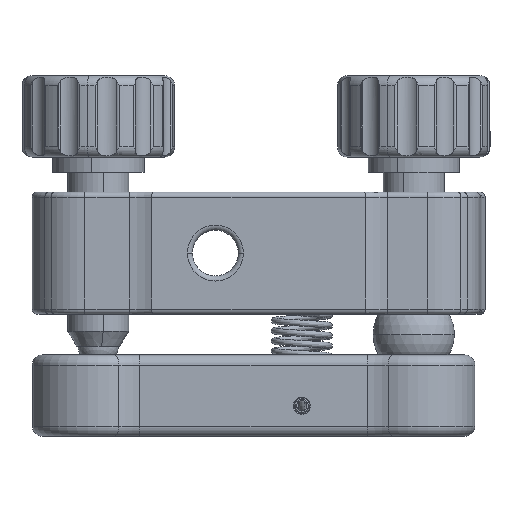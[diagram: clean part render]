
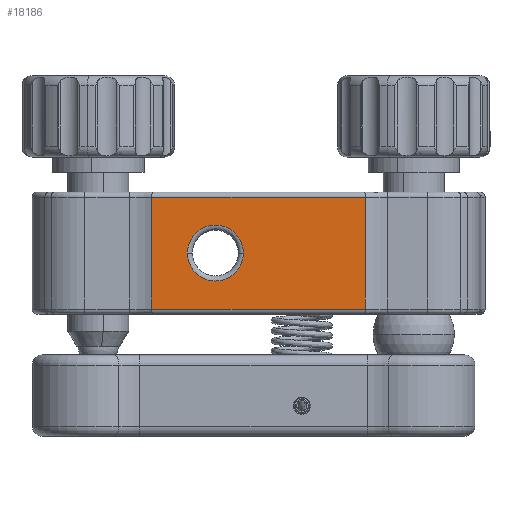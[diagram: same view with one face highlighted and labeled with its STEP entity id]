
A CAD part, left-side view. The second image highlights one B-rep face of the part: STEP entity #18186.
In plain terms, the highlighted planar face has unit normal (-1, 0, 0).
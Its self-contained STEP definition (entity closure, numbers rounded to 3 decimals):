
#3 = AXIS2_PLACEMENT_3D ( 'NONE', #18935, #24753, #14976 ) ;
#114 = DIRECTION ( 'NONE',  ( 0., 1., 0. ) ) ;
#459 = EDGE_CURVE ( 'NONE', #3480, #24829, #15448, .T. ) ;
#492 = ORIENTED_EDGE ( 'NONE', *, *, #3902, .T. ) ;
#525 = AXIS2_PLACEMENT_3D ( 'NONE', #13967, #7735, #21214 ) ;
#743 = VERTEX_POINT ( 'NONE', #18392 ) ;
#886 = DIRECTION ( 'NONE',  ( 1., 0., 0. ) ) ;
#1012 = CARTESIAN_POINT ( 'NONE',  ( -7., 22.25, 0. ) ) ;
#1495 = LINE ( 'NONE', #16966, #4817 ) ;
#1767 = CARTESIAN_POINT ( 'NONE',  ( -7., 0., 5.5 ) ) ;
#2661 = DIRECTION ( 'NONE',  ( 0., -1., 0. ) ) ;
#2788 = VERTEX_POINT ( 'NONE', #14792 ) ;
#3480 = VERTEX_POINT ( 'NONE', #4464 ) ;
#3560 = CARTESIAN_POINT ( 'NONE',  ( -7., 4.75, -5.5 ) ) ;
#3686 = CARTESIAN_POINT ( 'NONE',  ( -7., 25.75, 5.5 ) ) ;
#3815 = LINE ( 'NONE', #3560, #24063 ) ;
#3902 = EDGE_CURVE ( 'NONE', #8518, #8292, #9431, .T. ) ;
#4464 = CARTESIAN_POINT ( 'NONE',  ( -7., 4.75, 5.5 ) ) ;
#4817 = VECTOR ( 'NONE', #5433, 1000. ) ;
#4876 = ORIENTED_EDGE ( 'NONE', *, *, #4959, .F. ) ;
#4959 = EDGE_CURVE ( 'NONE', #3480, #743, #19411, .T. ) ;
#5433 = DIRECTION ( 'NONE',  ( 0., 0., -1. ) ) ;
#6341 = CARTESIAN_POINT ( 'NONE',  ( -7., 19.5, 0. ) ) ;
#7120 = FACE_OUTER_BOUND ( 'NONE', #16367, .T. ) ;
#7170 = VECTOR ( 'NONE', #114, 1000. ) ;
#7354 = PLANE ( 'NONE',  #3 ) ;
#7735 = DIRECTION ( 'NONE',  ( 1., 0., 0. ) ) ;
#8292 = VERTEX_POINT ( 'NONE', #23474 ) ;
#8518 = VERTEX_POINT ( 'NONE', #1012 ) ;
#9431 = CIRCLE ( 'NONE', #525, 2.75 ) ;
#9715 = EDGE_CURVE ( 'NONE', #2788, #743, #3815, .T. ) ;
#10126 = CARTESIAN_POINT ( 'NONE',  ( -7., 4.75, 6. ) ) ;
#10569 = VECTOR ( 'NONE', #19789, 1000. ) ;
#11550 = ORIENTED_EDGE ( 'NONE', *, *, #16868, .T. ) ;
#12866 = ORIENTED_EDGE ( 'NONE', *, *, #25078, .T. ) ;
#13967 = CARTESIAN_POINT ( 'NONE',  ( -7., 19.5, 0. ) ) ;
#14792 = CARTESIAN_POINT ( 'NONE',  ( -7., 25.75, -5.5 ) ) ;
#14827 = CIRCLE ( 'NONE', #15218, 2.75 ) ;
#14976 = DIRECTION ( 'NONE',  ( 0., -1., 0. ) ) ;
#15218 = AXIS2_PLACEMENT_3D ( 'NONE', #6341, #886, #2661 ) ;
#15448 = LINE ( 'NONE', #1767, #7170 ) ;
#16367 = EDGE_LOOP ( 'NONE', ( #4876, #22418, #11550, #24435 ) ) ;
#16767 = FACE_BOUND ( 'NONE', #21523, .T. ) ;
#16868 = EDGE_CURVE ( 'NONE', #24829, #2788, #1495, .T. ) ;
#16966 = CARTESIAN_POINT ( 'NONE',  ( -7., 25.75, 6. ) ) ;
#18186 = ADVANCED_FACE ( 'NONE', ( #16767, #7120 ), #7354, .F. ) ;
#18392 = CARTESIAN_POINT ( 'NONE',  ( -7., 4.75, -5.5 ) ) ;
#18935 = CARTESIAN_POINT ( 'NONE',  ( -7., 0., -6. ) ) ;
#19411 = LINE ( 'NONE', #10126, #10569 ) ;
#19789 = DIRECTION ( 'NONE',  ( 0., 0., -1. ) ) ;
#21214 = DIRECTION ( 'NONE',  ( 0., -1., 0. ) ) ;
#21523 = EDGE_LOOP ( 'NONE', ( #12866, #492 ) ) ;
#22418 = ORIENTED_EDGE ( 'NONE', *, *, #459, .T. ) ;
#23474 = CARTESIAN_POINT ( 'NONE',  ( -7., 16.75, 0. ) ) ;
#24063 = VECTOR ( 'NONE', #24893, 1000. ) ;
#24435 = ORIENTED_EDGE ( 'NONE', *, *, #9715, .T. ) ;
#24753 = DIRECTION ( 'NONE',  ( 1., 0., 0. ) ) ;
#24829 = VERTEX_POINT ( 'NONE', #3686 ) ;
#24893 = DIRECTION ( 'NONE',  ( 0., -1., 0. ) ) ;
#25078 = EDGE_CURVE ( 'NONE', #8292, #8518, #14827, .T. ) ;
